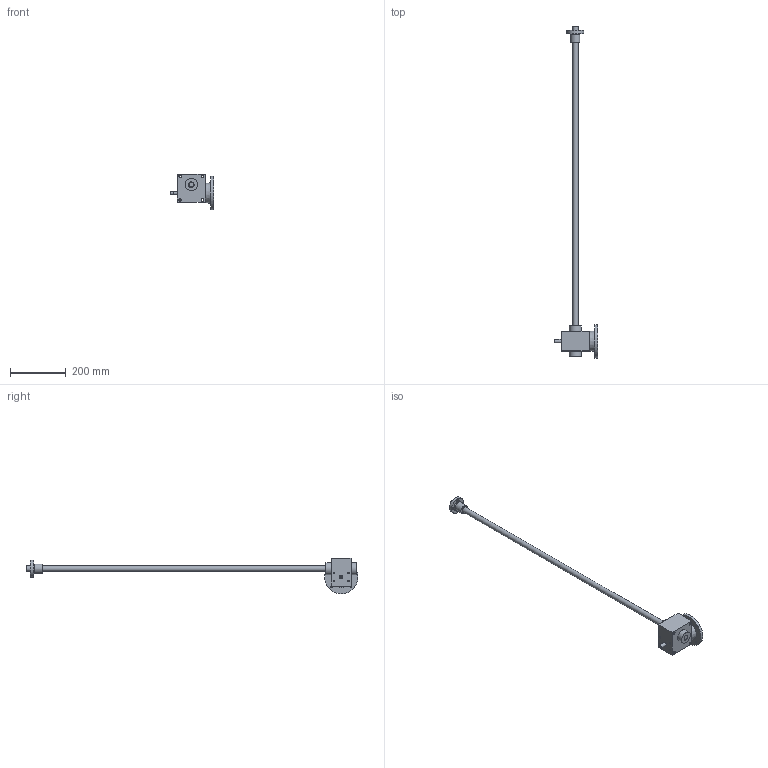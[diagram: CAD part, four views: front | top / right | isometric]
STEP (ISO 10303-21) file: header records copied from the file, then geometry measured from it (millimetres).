
FILE_DESCRIPTION( ( 'STEP AP214' ), '1' );
FILE_NAME( 'XTPR204_MBD_56_B5_R.1_5_C.1000_-_-_-_-_-_-.stp', '2018-08-28T11:34:49', ( '' ), ( '' ), ' ', 'PARTsolutions', ' ' );
FILE_SCHEMA( ( 'AUTOMOTIVE_DESIGN { 1 0 10303 214 1 1 1 1 }' ) );
Length unit declared in the file: millimetre
Products named in the file (6): XTPR204_MBD_56/B5_R.1/5_C.1000_-_-_-_-_-_-; _XTPR204_4_1_1_1_xtpr_1; _XTPR204-2; _XTPR204_1000_11-_xtpr_3; _XTPR204_1000_1_xtpr_4; _204_1-fl
Assembly tree (5 placements, depth 2):
  XTPR204_MBD_56/B5_R.1/5_C.1000_-_-_-_-_-_-
    _XTPR204_4_1_1_1_xtpr_1
    _XTPR204-2
    _XTPR204_1000_11-_xtpr_3
    _XTPR204_1000_1_xtpr_4
    _204_1-fl
Bounding box: 155 x 1190 x 127.5 mm (x, y, z)
Volume: 1314343.1 mm3; surface area: 193669.6 mm2
Topology: 5 solids, 5 shells, 189 faces, 472 edges, 305 vertices
Faces by surface type: plane 101, cylinder 64, cone 23, torus 1
Full cylindrical faces by diameter (mm): 4.134 x5, 4.917 x4, 7 x4, 9 x4, 12 x2, 16 x2, 20 x1, 25 x1, 32 x1, 44 x2, 60 x1, 80 x1, 120 x1
Entity records: 7034 total; most frequent: CARTESIAN_POINT 966, DIRECTION 948, ORIENTED_EDGE 822, EDGE_CURVE 411, AXIS2_PLACEMENT_3D 344, VERTEX_POINT 302, EDGE_LOOP 284, LINE 260
